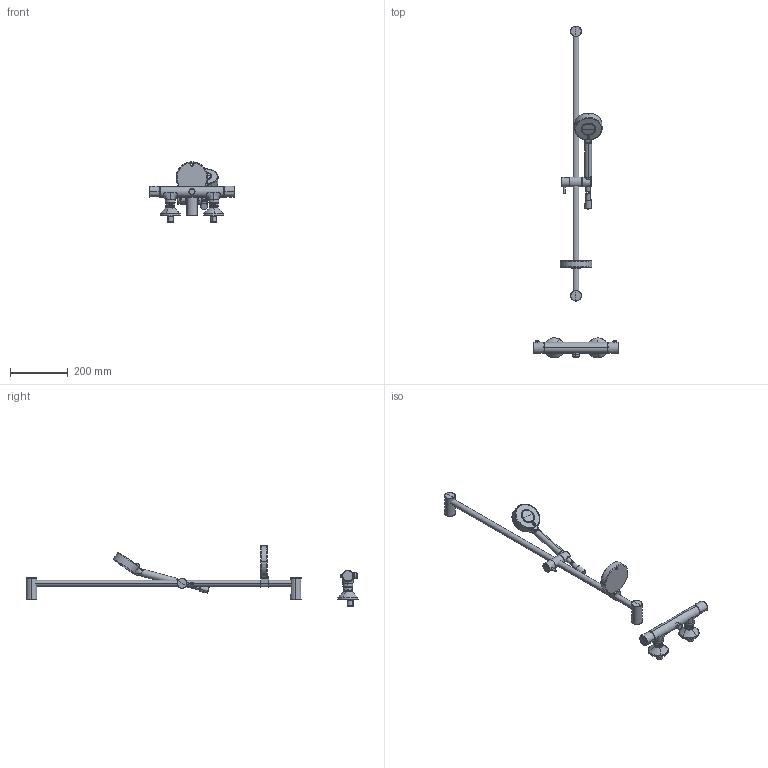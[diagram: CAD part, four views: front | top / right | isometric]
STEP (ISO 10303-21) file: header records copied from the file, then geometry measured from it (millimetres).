
FILE_DESCRIPTION (( 'STEP AP203' ), '1' );
FILE_NAME ('48130131(2021).STEP', '2021-05-18T11:13:38', ( '' ), ( '' ), 'SwSTEP 2.0', 'SolidWorks 2016', '' );
FILE_SCHEMA (( 'CONFIG_CONTROL_DESIGN' ));
Length unit declared in the file: millimetre
Products named in the file (1): 48130131(2021)
Bounding box: 295.38 x 1149.06 x 209.25 mm (x, y, z)
Volume: 1413614 mm3; surface area: 274616.3 mm2
Topology: 24 solids, 24 shells, 618 faces, 1474 edges, 903 vertices
Faces by surface type: bspline 181, cylinder 176, plane 130, torus 60, cone 44, sphere 27
Entity records: 36130 total; most frequent: CARTESIAN_POINT 23218, ORIENTED_EDGE 2860, DIRECTION 2361, EDGE_CURVE 1430, AXIS2_PLACEMENT_3D 1011, VERTEX_POINT 887, EDGE_LOOP 653, ADVANCED_FACE 617
